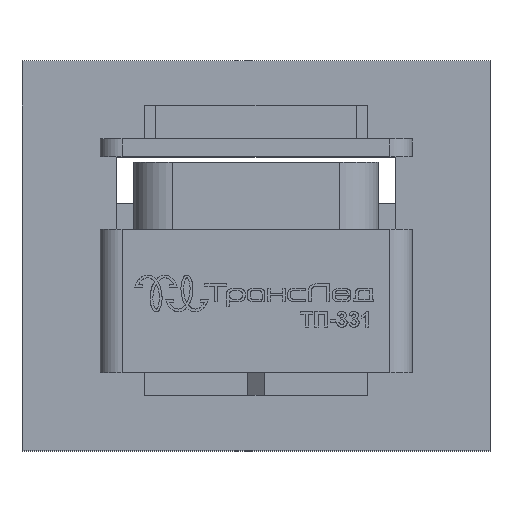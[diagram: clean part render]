
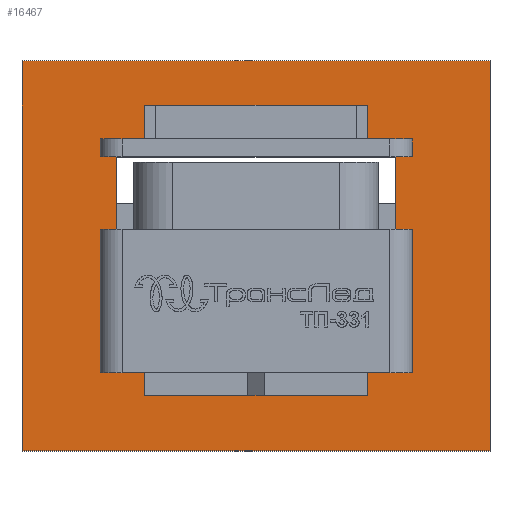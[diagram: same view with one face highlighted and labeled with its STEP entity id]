
A CAD part, top view. The second image highlights one B-rep face of the part: STEP entity #16467.
In plain terms, the highlighted planar face has unit normal (0, 0, 1).
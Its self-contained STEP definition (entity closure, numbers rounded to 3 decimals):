
#962=FACE_BOUND('',#2432,.T.);
#1439=FACE_OUTER_BOUND('',#2431,.T.);
#2431=EDGE_LOOP('',(#12397,#12398,#12399,#12400));
#2432=EDGE_LOOP('',(#12401,#12402,#12403,#12404));
#3839=LINE('',#23205,#5659);
#3843=LINE('',#23213,#5663);
#3846=LINE('',#23219,#5666);
#3849=LINE('',#23224,#5669);
#3853=LINE('',#23233,#5673);
#3856=LINE('',#23239,#5676);
#3859=LINE('',#23245,#5679);
#3862=LINE('',#23249,#5682);
#5659=VECTOR('',#19506,10.);
#5663=VECTOR('',#19512,10.);
#5666=VECTOR('',#19517,10.);
#5669=VECTOR('',#19522,10.);
#5673=VECTOR('',#19528,10.);
#5676=VECTOR('',#19533,10.);
#5679=VECTOR('',#19538,10.);
#5682=VECTOR('',#19543,10.);
#7229=VERTEX_POINT('',#23203);
#7230=VERTEX_POINT('',#23204);
#7233=VERTEX_POINT('',#23212);
#7235=VERTEX_POINT('',#23218);
#7239=VERTEX_POINT('',#23230);
#7240=VERTEX_POINT('',#23232);
#7242=VERTEX_POINT('',#23238);
#7244=VERTEX_POINT('',#23244);
#9115=EDGE_CURVE('',#7229,#7230,#3839,.T.);
#9119=EDGE_CURVE('',#7230,#7233,#3843,.T.);
#9122=EDGE_CURVE('',#7233,#7235,#3846,.T.);
#9125=EDGE_CURVE('',#7235,#7229,#3849,.T.);
#9129=EDGE_CURVE('',#7240,#7239,#3853,.T.);
#9132=EDGE_CURVE('',#7242,#7240,#3856,.T.);
#9135=EDGE_CURVE('',#7244,#7242,#3859,.T.);
#9138=EDGE_CURVE('',#7239,#7244,#3862,.T.);
#12397=ORIENTED_EDGE('',*,*,#9138,.T.);
#12398=ORIENTED_EDGE('',*,*,#9135,.T.);
#12399=ORIENTED_EDGE('',*,*,#9132,.T.);
#12400=ORIENTED_EDGE('',*,*,#9129,.T.);
#12401=ORIENTED_EDGE('',*,*,#9122,.T.);
#12402=ORIENTED_EDGE('',*,*,#9125,.T.);
#12403=ORIENTED_EDGE('',*,*,#9115,.T.);
#12404=ORIENTED_EDGE('',*,*,#9119,.T.);
#15822=PLANE('',#17494);
#16467=ADVANCED_FACE('',(#1439,#962),#15822,.T.);
#17494=AXIS2_PLACEMENT_3D('',#23250,#19544,#19545);
#19506=DIRECTION('',(0.,-1.,0.));
#19512=DIRECTION('',(-1.,0.,0.));
#19517=DIRECTION('',(0.,1.,0.));
#19522=DIRECTION('',(1.,0.,0.));
#19528=DIRECTION('',(1.,0.,0.));
#19533=DIRECTION('',(0.,-1.,0.));
#19538=DIRECTION('',(-1.,0.,0.));
#19543=DIRECTION('',(0.,1.,0.));
#19544=DIRECTION('center_axis',(0.,0.,1.));
#19545=DIRECTION('ref_axis',(-1.,0.,0.));
#23203=CARTESIAN_POINT('',(54.5,43.865,20.8));
#23204=CARTESIAN_POINT('',(54.5,26.413,20.8));
#23205=CARTESIAN_POINT('',(54.5,30.706,20.8));
#23212=CARTESIAN_POINT('',(29.5,26.413,20.8));
#23213=CARTESIAN_POINT('',(35.75,26.413,20.8));
#23218=CARTESIAN_POINT('',(29.5,43.865,20.8));
#23219=CARTESIAN_POINT('',(29.5,39.433,20.8));
#23224=CARTESIAN_POINT('',(48.25,43.865,20.8));
#23230=CARTESIAN_POINT('',(63.,17.5,20.8));
#23232=CARTESIAN_POINT('',(21.,17.5,20.8));
#23233=CARTESIAN_POINT('',(31.5,17.5,20.8));
#23238=CARTESIAN_POINT('',(21.,52.5,20.8));
#23239=CARTESIAN_POINT('',(21.,43.75,20.8));
#23244=CARTESIAN_POINT('',(63.,52.5,20.8));
#23245=CARTESIAN_POINT('',(52.5,52.5,20.8));
#23249=CARTESIAN_POINT('',(63.,26.25,20.8));
#23250=CARTESIAN_POINT('Origin',(42.,35.,20.8));
